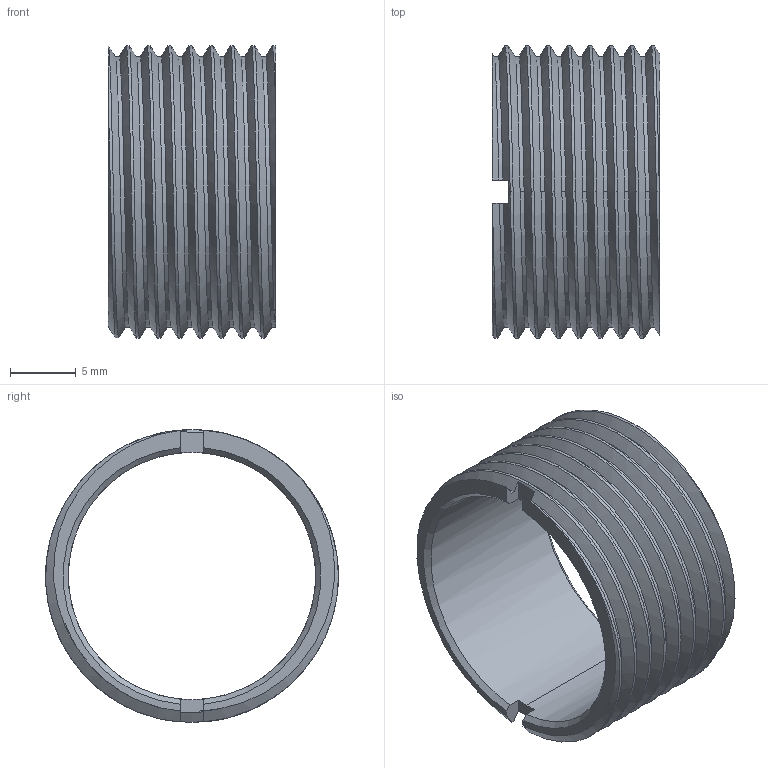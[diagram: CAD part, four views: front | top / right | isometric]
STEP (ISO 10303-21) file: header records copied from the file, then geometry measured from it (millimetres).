
FILE_DESCRIPTION (( 'STEP AP214' ), '1' );
FILE_NAME ('MIN-XMP-AD.STEP', '2011-08-12T17:11:14', ( 'Mencom29332' ), ( '' ), 'SwSTEP 2.0', 'SolidWorks 2011', '' );
FILE_SCHEMA (( 'AUTOMOTIVE_DESIGN' ));
Length unit declared in the file: inch
Products named in the file (1): MIN-XMP-AD
Bounding box: 12.75 x 22.25 x 22.25 mm (x, y, z)
Volume: 1022 mm3; surface area: 2231 mm2
Topology: 1 solids, 1 shells, 54 faces, 157 edges, 104 vertices
Faces by surface type: cylinder 37, plane 9, cone 4, bspline 4
Entity records: 3113 total; most frequent: CARTESIAN_POINT 1882, ORIENTED_EDGE 314, DIRECTION 189, EDGE_CURVE 157, VERTEX_POINT 104, AXIS2_PLACEMENT_3D 68, EDGE_LOOP 55, FACE_OUTER_BOUND 54
